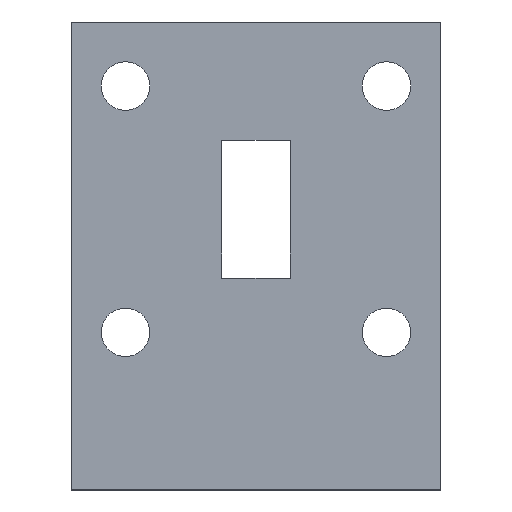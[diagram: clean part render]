
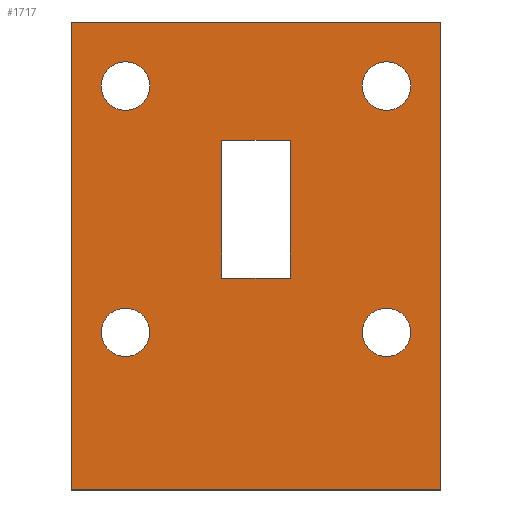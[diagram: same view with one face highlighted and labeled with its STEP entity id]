
A CAD part, left-side view. The second image highlights one B-rep face of the part: STEP entity #1717.
In plain terms, the highlighted planar face has unit normal (-1, 0, 0).
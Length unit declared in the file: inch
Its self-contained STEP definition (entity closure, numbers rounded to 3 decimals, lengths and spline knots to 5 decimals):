
#7 = ORIENTED_EDGE ( 'NONE', *, *, #1349, .T. ) ;
#16 = EDGE_CURVE ( 'NONE', #1122, #1859, #1332, .T. ) ;
#17 = DIRECTION ( 'NONE',  ( 0., 0., 1. ) ) ;
#30 = DIRECTION ( 'NONE',  ( -1., 0., 0. ) ) ;
#60 = EDGE_CURVE ( 'NONE', #285, #2081, #1679, .T. ) ;
#61 = CARTESIAN_POINT ( 'NONE',  ( -0.415, -0.265, 0.345 ) ) ;
#83 = VERTEX_POINT ( 'NONE', #931 ) ;
#88 = VECTOR ( 'NONE', #756, 39.37008 ) ;
#89 = EDGE_CURVE ( 'NONE', #1054, #981, #360, .T. ) ;
#111 = CARTESIAN_POINT ( 'NONE',  ( -0.415, -0.375, 0.475 ) ) ;
#115 = CARTESIAN_POINT ( 'NONE',  ( -0.415, 0.265, 0.29579 ) ) ;
#192 = AXIS2_PLACEMENT_3D ( 'NONE', #206, #568, #1264 ) ;
#206 = CARTESIAN_POINT ( 'NONE',  ( -0.415, 0.265, 0.345 ) ) ;
#207 = LINE ( 'NONE', #894, #937 ) ;
#219 = DIRECTION ( 'NONE',  ( 0., -1., 0. ) ) ;
#227 = VERTEX_POINT ( 'NONE', #1790 ) ;
#231 = DIRECTION ( 'NONE',  ( 0., 0., 1. ) ) ;
#267 = EDGE_CURVE ( 'NONE', #2081, #285, #791, .T. ) ;
#268 = CARTESIAN_POINT ( 'NONE',  ( -0.415, 0.07, 0.235 ) ) ;
#285 = VERTEX_POINT ( 'NONE', #1514 ) ;
#323 = DIRECTION ( 'NONE',  ( 0., 1., 0. ) ) ;
#360 = CIRCLE ( 'NONE', #192, 0.04921 ) ;
#382 = CIRCLE ( 'NONE', #454, 0.04921 ) ;
#396 = EDGE_CURVE ( 'NONE', #999, #2025, #1083, .T. ) ;
#438 = EDGE_CURVE ( 'NONE', #227, #527, #948, .T. ) ;
#454 = AXIS2_PLACEMENT_3D ( 'NONE', #1704, #1538, #1862 ) ;
#476 = CARTESIAN_POINT ( 'NONE',  ( -0.415, -0.265, 0.345 ) ) ;
#486 = ORIENTED_EDGE ( 'NONE', *, *, #687, .F. ) ;
#511 = VERTEX_POINT ( 'NONE', #111 ) ;
#527 = VERTEX_POINT ( 'NONE', #1319 ) ;
#568 = DIRECTION ( 'NONE',  ( -1., 0., 0. ) ) ;
#573 = AXIS2_PLACEMENT_3D ( 'NONE', #1884, #2066, #1033 ) ;
#585 = CARTESIAN_POINT ( 'NONE',  ( -0.415, 0.265, -0.10579 ) ) ;
#597 = EDGE_CURVE ( 'NONE', #1119, #852, #382, .T. ) ;
#617 = DIRECTION ( 'NONE',  ( 0., 0., 1. ) ) ;
#624 = EDGE_LOOP ( 'NONE', ( #817, #1544, #1762, #2170 ) ) ;
#631 = DIRECTION ( 'NONE',  ( -1., 0., 0. ) ) ;
#653 = ORIENTED_EDGE ( 'NONE', *, *, #16, .F. ) ;
#663 = CARTESIAN_POINT ( 'NONE',  ( -0.415, -0.07, 0.235 ) ) ;
#677 = EDGE_LOOP ( 'NONE', ( #2002, #1922 ) ) ;
#685 = LINE ( 'NONE', #921, #2151 ) ;
#687 = EDGE_CURVE ( 'NONE', #1859, #1122, #1844, .T. ) ;
#701 = EDGE_LOOP ( 'NONE', ( #486, #653 ) ) ;
#721 = PLANE ( 'NONE',  #2117 ) ;
#756 = DIRECTION ( 'NONE',  ( 0., 0., 1. ) ) ;
#776 = AXIS2_PLACEMENT_3D ( 'NONE', #2063, #30, #17 ) ;
#778 = FACE_OUTER_BOUND ( 'NONE', #2004, .T. ) ;
#791 = CIRCLE ( 'NONE', #1484, 0.04921 ) ;
#792 = DIRECTION ( 'NONE',  ( 0., 0., 1. ) ) ;
#817 = ORIENTED_EDGE ( 'NONE', *, *, #438, .F. ) ;
#825 = CIRCLE ( 'NONE', #1744, 0.04921 ) ;
#827 = EDGE_CURVE ( 'NONE', #2025, #227, #685, .T. ) ;
#851 = ORIENTED_EDGE ( 'NONE', *, *, #2169, .F. ) ;
#852 = VERTEX_POINT ( 'NONE', #2152 ) ;
#879 = ORIENTED_EDGE ( 'NONE', *, *, #1280, .F. ) ;
#880 = VECTOR ( 'NONE', #1090, 39.37008 ) ;
#893 = VECTOR ( 'NONE', #1537, 39.37008 ) ;
#894 = CARTESIAN_POINT ( 'NONE',  ( -0.415, 0.375, -0.475 ) ) ;
#921 = CARTESIAN_POINT ( 'NONE',  ( -0.415, -0.07, -0.045 ) ) ;
#931 = CARTESIAN_POINT ( 'NONE',  ( -0.415, 0.375, 0.475 ) ) ;
#937 = VECTOR ( 'NONE', #219, 39.37008 ) ;
#941 = DIRECTION ( 'NONE',  ( 1., 0., 0. ) ) ;
#948 = LINE ( 'NONE', #1876, #893 ) ;
#981 = VERTEX_POINT ( 'NONE', #115 ) ;
#999 = VERTEX_POINT ( 'NONE', #268 ) ;
#1033 = DIRECTION ( 'NONE',  ( 0., 0., 1. ) ) ;
#1036 = LINE ( 'NONE', #1419, #880 ) ;
#1039 = FACE_BOUND ( 'NONE', #1392, .T. ) ;
#1054 = VERTEX_POINT ( 'NONE', #1506 ) ;
#1083 = LINE ( 'NONE', #1353, #1846 ) ;
#1090 = DIRECTION ( 'NONE',  ( 0., -1., 0. ) ) ;
#1098 = VERTEX_POINT ( 'NONE', #1674 ) ;
#1119 = VERTEX_POINT ( 'NONE', #1833 ) ;
#1122 = VERTEX_POINT ( 'NONE', #1689 ) ;
#1146 = VERTEX_POINT ( 'NONE', #1175 ) ;
#1175 = CARTESIAN_POINT ( 'NONE',  ( -0.415, 0.375, -0.475 ) ) ;
#1264 = DIRECTION ( 'NONE',  ( 0., 0., 1. ) ) ;
#1280 = EDGE_CURVE ( 'NONE', #852, #1119, #1898, .T. ) ;
#1319 = CARTESIAN_POINT ( 'NONE',  ( -0.415, -0.07, 0.235 ) ) ;
#1332 = CIRCLE ( 'NONE', #776, 0.04921 ) ;
#1349 = EDGE_CURVE ( 'NONE', #1098, #511, #1824, .T. ) ;
#1353 = CARTESIAN_POINT ( 'NONE',  ( -0.415, 0.07, 0.235 ) ) ;
#1380 = VECTOR ( 'NONE', #1941, 39.37008 ) ;
#1392 = EDGE_LOOP ( 'NONE', ( #2027, #851 ) ) ;
#1405 = CARTESIAN_POINT ( 'NONE',  ( -0.415, 0.07, -0.045 ) ) ;
#1419 = CARTESIAN_POINT ( 'NONE',  ( -0.415, 0.375, 0.475 ) ) ;
#1428 = FACE_BOUND ( 'NONE', #677, .T. ) ;
#1439 = DIRECTION ( 'NONE',  ( 0., -1., 0. ) ) ;
#1451 = ORIENTED_EDGE ( 'NONE', *, *, #597, .F. ) ;
#1458 = FACE_BOUND ( 'NONE', #624, .T. ) ;
#1465 = DIRECTION ( 'NONE',  ( 0., 0., -1. ) ) ;
#1481 = FACE_BOUND ( 'NONE', #701, .T. ) ;
#1484 = AXIS2_PLACEMENT_3D ( 'NONE', #476, #631, #617 ) ;
#1506 = CARTESIAN_POINT ( 'NONE',  ( -0.415, 0.265, 0.39421 ) ) ;
#1514 = CARTESIAN_POINT ( 'NONE',  ( -0.415, -0.265, 0.29579 ) ) ;
#1533 = EDGE_CURVE ( 'NONE', #1146, #83, #1866, .T. ) ;
#1537 = DIRECTION ( 'NONE',  ( 0., 0., 1. ) ) ;
#1538 = DIRECTION ( 'NONE',  ( -1., 0., 0. ) ) ;
#1544 = ORIENTED_EDGE ( 'NONE', *, *, #827, .F. ) ;
#1573 = ORIENTED_EDGE ( 'NONE', *, *, #1705, .T. ) ;
#1582 = VECTOR ( 'NONE', #323, 39.37008 ) ;
#1598 = CARTESIAN_POINT ( 'NONE',  ( -0.415, 0.265, -0.155 ) ) ;
#1633 = EDGE_LOOP ( 'NONE', ( #879, #1451 ) ) ;
#1663 = LINE ( 'NONE', #663, #1582 ) ;
#1674 = CARTESIAN_POINT ( 'NONE',  ( -0.415, -0.375, -0.475 ) ) ;
#1679 = CIRCLE ( 'NONE', #1820, 0.04921 ) ;
#1689 = CARTESIAN_POINT ( 'NONE',  ( -0.415, 0.265, -0.20421 ) ) ;
#1704 = CARTESIAN_POINT ( 'NONE',  ( -0.415, -0.265, -0.155 ) ) ;
#1705 = EDGE_CURVE ( 'NONE', #1146, #1098, #207, .T. ) ;
#1717 = ADVANCED_FACE ( 'NONE', ( #1039, #1481, #2031, #1428, #1458, #778 ), #721, .F. ) ;
#1741 = DIRECTION ( 'NONE',  ( 0., 0., 1. ) ) ;
#1744 = AXIS2_PLACEMENT_3D ( 'NONE', #1986, #1811, #792 ) ;
#1757 = ORIENTED_EDGE ( 'NONE', *, *, #1533, .F. ) ;
#1759 = DIRECTION ( 'NONE',  ( -1., 0., 0. ) ) ;
#1762 = ORIENTED_EDGE ( 'NONE', *, *, #396, .F. ) ;
#1768 = AXIS2_PLACEMENT_3D ( 'NONE', #1598, #1759, #1741 ) ;
#1781 = CARTESIAN_POINT ( 'NONE',  ( -0.415, 0.375, 0.475 ) ) ;
#1790 = CARTESIAN_POINT ( 'NONE',  ( -0.415, -0.07, -0.045 ) ) ;
#1811 = DIRECTION ( 'NONE',  ( -1., 0., 0. ) ) ;
#1820 = AXIS2_PLACEMENT_3D ( 'NONE', #61, #1928, #231 ) ;
#1824 = LINE ( 'NONE', #2100, #1380 ) ;
#1833 = CARTESIAN_POINT ( 'NONE',  ( -0.415, -0.265, -0.20421 ) ) ;
#1844 = CIRCLE ( 'NONE', #1768, 0.04921 ) ;
#1846 = VECTOR ( 'NONE', #1861, 39.37008 ) ;
#1859 = VERTEX_POINT ( 'NONE', #585 ) ;
#1861 = DIRECTION ( 'NONE',  ( 0., 0., -1. ) ) ;
#1862 = DIRECTION ( 'NONE',  ( 0., 0., 1. ) ) ;
#1866 = LINE ( 'NONE', #1896, #88 ) ;
#1876 = CARTESIAN_POINT ( 'NONE',  ( -0.415, -0.07, 0.235 ) ) ;
#1884 = CARTESIAN_POINT ( 'NONE',  ( -0.415, -0.265, -0.155 ) ) ;
#1896 = CARTESIAN_POINT ( 'NONE',  ( -0.415, 0.375, 0.475 ) ) ;
#1898 = CIRCLE ( 'NONE', #573, 0.04921 ) ;
#1911 = CARTESIAN_POINT ( 'NONE',  ( -0.415, -0.265, 0.39421 ) ) ;
#1922 = ORIENTED_EDGE ( 'NONE', *, *, #60, .F. ) ;
#1928 = DIRECTION ( 'NONE',  ( -1., 0., 0. ) ) ;
#1941 = DIRECTION ( 'NONE',  ( 0., 0., 1. ) ) ;
#1986 = CARTESIAN_POINT ( 'NONE',  ( -0.415, 0.265, 0.345 ) ) ;
#2002 = ORIENTED_EDGE ( 'NONE', *, *, #267, .F. ) ;
#2004 = EDGE_LOOP ( 'NONE', ( #7, #2080, #1757, #1573 ) ) ;
#2025 = VERTEX_POINT ( 'NONE', #1405 ) ;
#2027 = ORIENTED_EDGE ( 'NONE', *, *, #89, .F. ) ;
#2031 = FACE_BOUND ( 'NONE', #1633, .T. ) ;
#2045 = EDGE_CURVE ( 'NONE', #83, #511, #1036, .T. ) ;
#2063 = CARTESIAN_POINT ( 'NONE',  ( -0.415, 0.265, -0.155 ) ) ;
#2066 = DIRECTION ( 'NONE',  ( -1., 0., 0. ) ) ;
#2080 = ORIENTED_EDGE ( 'NONE', *, *, #2045, .F. ) ;
#2081 = VERTEX_POINT ( 'NONE', #1911 ) ;
#2100 = CARTESIAN_POINT ( 'NONE',  ( -0.415, -0.375, 0.475 ) ) ;
#2117 = AXIS2_PLACEMENT_3D ( 'NONE', #1781, #941, #1465 ) ;
#2151 = VECTOR ( 'NONE', #1439, 39.37008 ) ;
#2152 = CARTESIAN_POINT ( 'NONE',  ( -0.415, -0.265, -0.10579 ) ) ;
#2169 = EDGE_CURVE ( 'NONE', #981, #1054, #825, .T. ) ;
#2170 = ORIENTED_EDGE ( 'NONE', *, *, #2192, .F. ) ;
#2192 = EDGE_CURVE ( 'NONE', #527, #999, #1663, .T. ) ;
